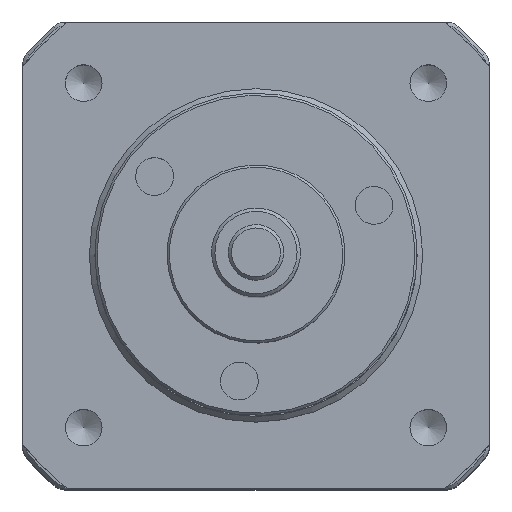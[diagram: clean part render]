
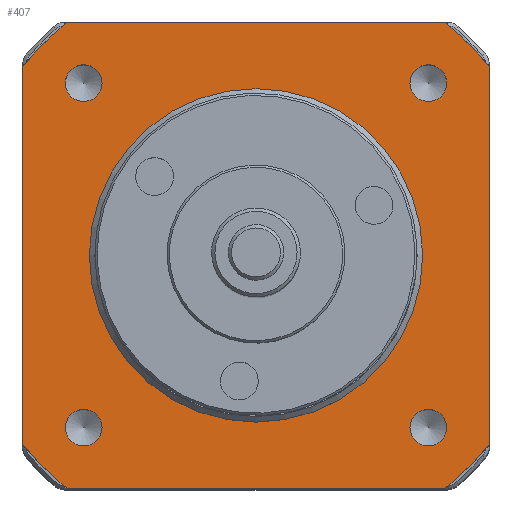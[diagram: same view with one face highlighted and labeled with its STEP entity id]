
A CAD part, top view. The second image highlights one B-rep face of the part: STEP entity #407.
In plain terms, the highlighted planar face has unit normal (0, 0, 1).
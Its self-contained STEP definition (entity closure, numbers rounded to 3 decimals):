
#407 = ADVANCED_FACE( '', ( #871, #872, #873, #874, #875, #876 ), #877, .T. );
#871 = FACE_BOUND( '', #1405, .T. );
#872 = FACE_BOUND( '', #1406, .T. );
#873 = FACE_BOUND( '', #1407, .T. );
#874 = FACE_BOUND( '', #1408, .T. );
#875 = FACE_BOUND( '', #1409, .T. );
#876 = FACE_OUTER_BOUND( '', #1410, .T. );
#877 = PLANE( '', #1411 );
#1405 = EDGE_LOOP( '', ( #2345 ) );
#1406 = EDGE_LOOP( '', ( #2346 ) );
#1407 = EDGE_LOOP( '', ( #2347 ) );
#1408 = EDGE_LOOP( '', ( #2348 ) );
#1409 = EDGE_LOOP( '', ( #2349 ) );
#1410 = EDGE_LOOP( '', ( #2350, #2351, #2352, #2353, #2354, #2355, #2356, #2357 ) );
#1411 = AXIS2_PLACEMENT_3D( '', #2358, #2359, #2360 );
#2345 = ORIENTED_EDGE( '', *, *, #3176, .T. );
#2346 = ORIENTED_EDGE( '', *, *, #3344, .T. );
#2347 = ORIENTED_EDGE( '', *, *, #3309, .T. );
#2348 = ORIENTED_EDGE( '', *, *, #3354, .T. );
#2349 = ORIENTED_EDGE( '', *, *, #3306, .F. );
#2350 = ORIENTED_EDGE( '', *, *, #3295, .T. );
#2351 = ORIENTED_EDGE( '', *, *, #3355, .T. );
#2352 = ORIENTED_EDGE( '', *, *, #3271, .T. );
#2353 = ORIENTED_EDGE( '', *, *, #3050, .T. );
#2354 = ORIENTED_EDGE( '', *, *, #3356, .T. );
#2355 = ORIENTED_EDGE( '', *, *, #3149, .T. );
#2356 = ORIENTED_EDGE( '', *, *, #3357, .T. );
#2357 = ORIENTED_EDGE( '', *, *, #3358, .T. );
#2358 = CARTESIAN_POINT( '', ( 0., 0., 15. ) );
#2359 = DIRECTION( '', ( 0., 0., 1. ) );
#2360 = DIRECTION( '', ( 1., 0., 0. ) );
#3050 = EDGE_CURVE( '', #3607, #3605, #3608, .T. );
#3149 = EDGE_CURVE( '', #3776, #3774, #3777, .T. );
#3176 = EDGE_CURVE( '', #3817, #3817, #3818, .F. );
#3271 = EDGE_CURVE( '', #3965, #3607, #3966, .T. );
#3295 = EDGE_CURVE( '', #3999, #3997, #4000, .T. );
#3306 = EDGE_CURVE( '', #4014, #4014, #4015, .T. );
#3309 = EDGE_CURVE( '', #4019, #4019, #4020, .F. );
#3344 = EDGE_CURVE( '', #4069, #4069, #4070, .F. );
#3354 = EDGE_CURVE( '', #4084, #4084, #4085, .F. );
#3355 = EDGE_CURVE( '', #3997, #3965, #4086, .T. );
#3356 = EDGE_CURVE( '', #3605, #3776, #4087, .T. );
#3357 = EDGE_CURVE( '', #3774, #4088, #4089, .T. );
#3358 = EDGE_CURVE( '', #4088, #3999, #4090, .T. );
#3605 = VERTEX_POINT( '', #4364 );
#3607 = VERTEX_POINT( '', #4367 );
#3608 = LINE( '', #4368, #4369 );
#3774 = VERTEX_POINT( '', #4567 );
#3776 = VERTEX_POINT( '', #4570 );
#3777 = LINE( '', #4571, #4572 );
#3817 = VERTEX_POINT( '', #4621 );
#3818 = CIRCLE( '', #4622, 1.65 );
#3965 = VERTEX_POINT( '', #4816 );
#3966 = CIRCLE( '', #4817, 27. );
#3997 = VERTEX_POINT( '', #4855 );
#3999 = VERTEX_POINT( '', #4858 );
#4000 = CIRCLE( '', #4859, 27. );
#4014 = VERTEX_POINT( '', #4875 );
#4015 = CIRCLE( '', #4876, 15. );
#4019 = VERTEX_POINT( '', #4880 );
#4020 = CIRCLE( '', #4881, 1.65 );
#4069 = VERTEX_POINT( '', #4941 );
#4070 = CIRCLE( '', #4942, 1.65 );
#4084 = VERTEX_POINT( '', #4958 );
#4085 = CIRCLE( '', #4959, 1.65 );
#4086 = LINE( '', #4960, #4961 );
#4087 = CIRCLE( '', #4962, 27. );
#4088 = VERTEX_POINT( '', #4963 );
#4089 = CIRCLE( '', #4964, 27. );
#4090 = LINE( '', #4965, #4966 );
#4364 = CARTESIAN_POINT( '', ( -16.971, 21., 15. ) );
#4367 = CARTESIAN_POINT( '', ( 16.971, 21., 15. ) );
#4368 = CARTESIAN_POINT( '', ( 16.971, 21., 15. ) );
#4369 = VECTOR( '', #5250, 1000. );
#4567 = CARTESIAN_POINT( '', ( -21., -16.971, 15. ) );
#4570 = CARTESIAN_POINT( '', ( -21., 16.971, 15. ) );
#4571 = CARTESIAN_POINT( '', ( -21., 16.971, 15. ) );
#4572 = VECTOR( '', #5422, 1000. );
#4621 = CARTESIAN_POINT( '', ( -15.5, -17.15, 15. ) );
#4622 = AXIS2_PLACEMENT_3D( '', #5462, #5463, #5464 );
#4816 = CARTESIAN_POINT( '', ( 21., 16.971, 15. ) );
#4817 = AXIS2_PLACEMENT_3D( '', #5584, #5585, #5586 );
#4855 = CARTESIAN_POINT( '', ( 21., -16.971, 15. ) );
#4858 = CARTESIAN_POINT( '', ( 16.971, -21., 15. ) );
#4859 = AXIS2_PLACEMENT_3D( '', #5616, #5617, #5618 );
#4875 = CARTESIAN_POINT( '', ( 15., 0., 15. ) );
#4876 = AXIS2_PLACEMENT_3D( '', #5633, #5634, #5635 );
#4880 = CARTESIAN_POINT( '', ( 15.5, 17.15, 15. ) );
#4881 = AXIS2_PLACEMENT_3D( '', #5639, #5640, #5641 );
#4941 = CARTESIAN_POINT( '', ( -17.15, 15.5, 15. ) );
#4942 = AXIS2_PLACEMENT_3D( '', #5698, #5699, #5700 );
#4958 = CARTESIAN_POINT( '', ( 17.15, -15.5, 15. ) );
#4959 = AXIS2_PLACEMENT_3D( '', #5715, #5716, #5717 );
#4960 = CARTESIAN_POINT( '', ( 21., -16.971, 15. ) );
#4961 = VECTOR( '', #5718, 1000. );
#4962 = AXIS2_PLACEMENT_3D( '', #5719, #5720, #5721 );
#4963 = CARTESIAN_POINT( '', ( -16.971, -21., 15. ) );
#4964 = AXIS2_PLACEMENT_3D( '', #5722, #5723, #5724 );
#4965 = CARTESIAN_POINT( '', ( -16.971, -21., 15. ) );
#4966 = VECTOR( '', #5725, 1000. );
#5250 = DIRECTION( '', ( -1., 0., 0. ) );
#5422 = DIRECTION( '', ( 0., -1., 0. ) );
#5462 = CARTESIAN_POINT( '', ( -15.5, -15.5, 15. ) );
#5463 = DIRECTION( '', ( 0., 0., 1. ) );
#5464 = DIRECTION( '', ( 0., -1., 0. ) );
#5584 = CARTESIAN_POINT( '', ( 0., 0., 15. ) );
#5585 = DIRECTION( '', ( 0., 0., 1. ) );
#5586 = DIRECTION( '', ( 0., -1., 0. ) );
#5616 = CARTESIAN_POINT( '', ( 0., 0., 15. ) );
#5617 = DIRECTION( '', ( 0., 0., 1. ) );
#5618 = DIRECTION( '', ( 0., -1., 0. ) );
#5633 = CARTESIAN_POINT( '', ( 0., 0., 15. ) );
#5634 = DIRECTION( '', ( 0., 0., 1. ) );
#5635 = DIRECTION( '', ( 1., 0., 0. ) );
#5639 = CARTESIAN_POINT( '', ( 15.5, 15.5, 15. ) );
#5640 = DIRECTION( '', ( 0., 0., 1. ) );
#5641 = DIRECTION( '', ( 0., 1., 0. ) );
#5698 = CARTESIAN_POINT( '', ( -15.5, 15.5, 15. ) );
#5699 = DIRECTION( '', ( 0., 0., 1. ) );
#5700 = DIRECTION( '', ( -1., 0., 0. ) );
#5715 = CARTESIAN_POINT( '', ( 15.5, -15.5, 15. ) );
#5716 = DIRECTION( '', ( 0., 0., 1. ) );
#5717 = DIRECTION( '', ( 1., 0., 0. ) );
#5718 = DIRECTION( '', ( 0., 1., 0. ) );
#5719 = CARTESIAN_POINT( '', ( 0., 0., 15. ) );
#5720 = DIRECTION( '', ( 0., 0., 1. ) );
#5721 = DIRECTION( '', ( 0., -1., 0. ) );
#5722 = CARTESIAN_POINT( '', ( 0., 0., 15. ) );
#5723 = DIRECTION( '', ( 0., 0., 1. ) );
#5724 = DIRECTION( '', ( 0., -1., 0. ) );
#5725 = DIRECTION( '', ( 1., 0., 0. ) );
